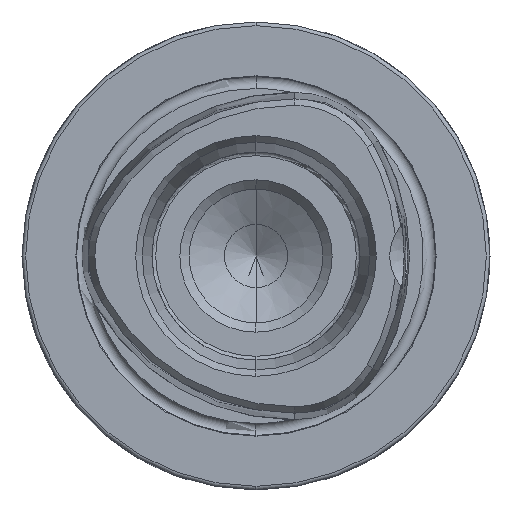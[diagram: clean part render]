
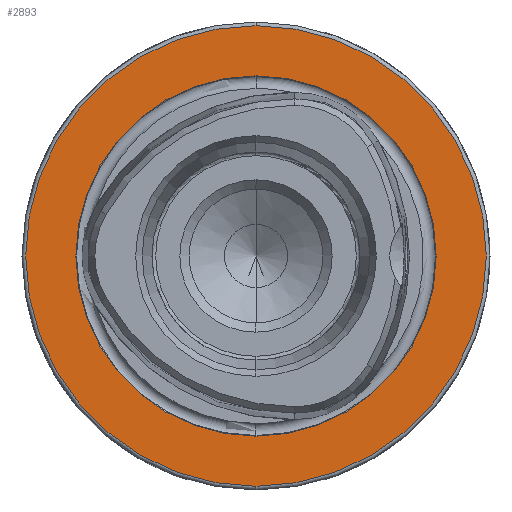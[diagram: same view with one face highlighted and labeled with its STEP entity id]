
A CAD part, left-side view. The second image highlights one B-rep face of the part: STEP entity #2893.
In plain terms, the highlighted planar face has unit normal (-1, 0, 0).
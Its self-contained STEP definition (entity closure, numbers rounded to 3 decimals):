
#228 = DIRECTION ( 'NONE',  ( 0., 0., 1. ) ) ;
#415 = ORIENTED_EDGE ( 'NONE', *, *, #554, .F. ) ;
#554 = EDGE_CURVE ( 'NONE', #5059, #10956, #5724, .T. ) ;
#813 = AXIS2_PLACEMENT_3D ( 'NONE', #1907, #9883, #4635 ) ;
#951 = CARTESIAN_POINT ( 'NONE',  ( 0., 24.25, 0. ) ) ;
#990 = VERTEX_POINT ( 'NONE', #3860 ) ;
#1864 = DIRECTION ( 'NONE',  ( 1., 0., 0. ) ) ;
#1907 = CARTESIAN_POINT ( 'NONE',  ( 0., 0., 0. ) ) ;
#2008 = CARTESIAN_POINT ( 'NONE',  ( 0., 0., -24.25 ) ) ;
#2893 = ADVANCED_FACE ( 'NONE', ( #2925, #5288 ), #4546, .F. ) ;
#2925 = FACE_BOUND ( 'NONE', #4589, .T. ) ;
#3366 = CIRCLE ( 'NONE', #10281, 31. ) ;
#3529 = AXIS2_PLACEMENT_3D ( 'NONE', #951, #1864, #8080 ) ;
#3860 = CARTESIAN_POINT ( 'NONE',  ( 0., 0., -31. ) ) ;
#4069 = CIRCLE ( 'NONE', #813, 31. ) ;
#4218 = CARTESIAN_POINT ( 'NONE',  ( 0., 0., 31. ) ) ;
#4546 = PLANE ( 'NONE',  #3529 ) ;
#4589 = EDGE_LOOP ( 'NONE', ( #6473, #415 ) ) ;
#4635 = DIRECTION ( 'NONE',  ( 0., 0., 1. ) ) ;
#5059 = VERTEX_POINT ( 'NONE', #2008 ) ;
#5288 = FACE_OUTER_BOUND ( 'NONE', #9610, .T. ) ;
#5397 = EDGE_CURVE ( 'NONE', #10956, #5059, #8247, .T. ) ;
#5689 = DIRECTION ( 'NONE',  ( -1., 0., 0. ) ) ;
#5724 = CIRCLE ( 'NONE', #9724, 24.25 ) ;
#6473 = ORIENTED_EDGE ( 'NONE', *, *, #5397, .F. ) ;
#6667 = DIRECTION ( 'NONE',  ( 0., 0., 1. ) ) ;
#6954 = EDGE_CURVE ( 'NONE', #8769, #990, #4069, .T. ) ;
#8080 = DIRECTION ( 'NONE',  ( 0., 0., -1. ) ) ;
#8247 = CIRCLE ( 'NONE', #9852, 24.25 ) ;
#8337 = CARTESIAN_POINT ( 'NONE',  ( 0., 0., 0. ) ) ;
#8417 = CARTESIAN_POINT ( 'NONE',  ( 0., 0., 0. ) ) ;
#8567 = EDGE_CURVE ( 'NONE', #990, #8769, #3366, .T. ) ;
#8769 = VERTEX_POINT ( 'NONE', #4218 ) ;
#8832 = DIRECTION ( 'NONE',  ( -1., 0., 0. ) ) ;
#8937 = CARTESIAN_POINT ( 'NONE',  ( 0., 0., 24.25 ) ) ;
#9610 = EDGE_LOOP ( 'NONE', ( #11467, #10562 ) ) ;
#9703 = CARTESIAN_POINT ( 'NONE',  ( 0., 0., 0. ) ) ;
#9724 = AXIS2_PLACEMENT_3D ( 'NONE', #8337, #5689, #6667 ) ;
#9852 = AXIS2_PLACEMENT_3D ( 'NONE', #9703, #8832, #10725 ) ;
#9883 = DIRECTION ( 'NONE',  ( -1., 0., 0. ) ) ;
#10281 = AXIS2_PLACEMENT_3D ( 'NONE', #8417, #11060, #228 ) ;
#10562 = ORIENTED_EDGE ( 'NONE', *, *, #8567, .T. ) ;
#10725 = DIRECTION ( 'NONE',  ( 0., 0., 1. ) ) ;
#10956 = VERTEX_POINT ( 'NONE', #8937 ) ;
#11060 = DIRECTION ( 'NONE',  ( -1., 0., 0. ) ) ;
#11467 = ORIENTED_EDGE ( 'NONE', *, *, #6954, .T. ) ;
